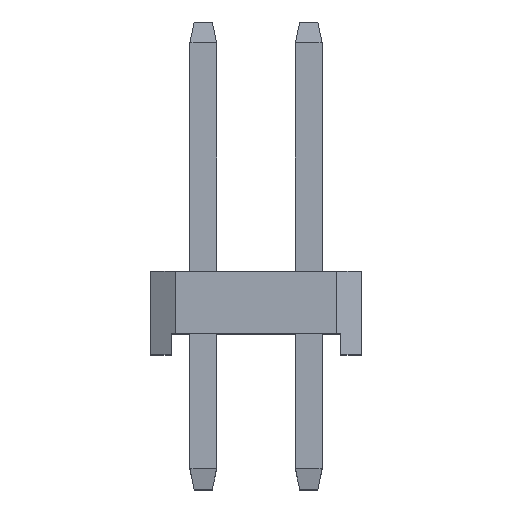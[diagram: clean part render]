
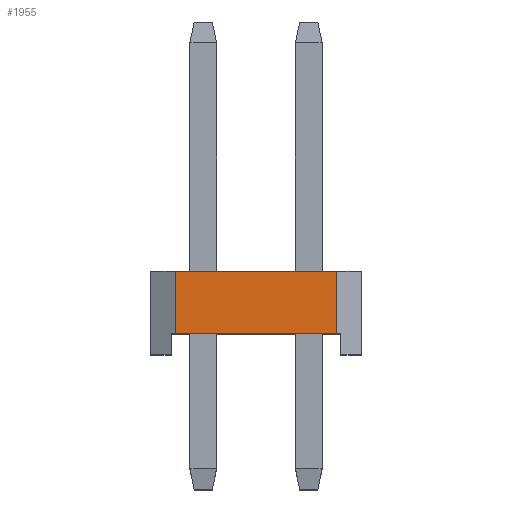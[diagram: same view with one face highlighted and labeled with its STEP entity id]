
A CAD part, top view. The second image highlights one B-rep face of the part: STEP entity #1955.
In plain terms, the highlighted planar face has unit normal (0, 0, 1).
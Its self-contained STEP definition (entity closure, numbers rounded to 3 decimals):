
#574=DIRECTION('',(1.,0.,0.));
#575=VECTOR('',#574,3.88);
#576=CARTESIAN_POINT('',(-1.94,-0.5,5.08));
#577=LINE('',#576,#575);
#578=DIRECTION('',(0.,1.,0.));
#579=VECTOR('',#578,1.5);
#580=CARTESIAN_POINT('',(-1.94,-0.5,5.08));
#581=LINE('',#580,#579);
#582=DIRECTION('',(-1.,0.,0.));
#583=VECTOR('',#582,3.88);
#584=CARTESIAN_POINT('',(1.94,1.,5.08));
#585=LINE('',#584,#583);
#586=DIRECTION('',(0.,1.,0.));
#587=VECTOR('',#586,1.5);
#588=CARTESIAN_POINT('',(1.94,-0.5,5.08));
#589=LINE('',#588,#587);
#1183=CARTESIAN_POINT('',(1.94,-0.5,5.08));
#1185=VERTEX_POINT('',#1183);
#1186=CARTESIAN_POINT('',(-1.94,-0.5,5.08));
#1187=VERTEX_POINT('',#1186);
#1194=CARTESIAN_POINT('',(1.94,1.,5.08));
#1195=VERTEX_POINT('',#1194);
#1196=CARTESIAN_POINT('',(-1.94,1.,5.08));
#1197=VERTEX_POINT('',#1196);
#1943=CARTESIAN_POINT('',(0.,0.,5.08));
#1944=DIRECTION('',(0.,0.,1.));
#1945=DIRECTION('',(1.,0.,0.));
#1946=AXIS2_PLACEMENT_3D('',#1943,#1944,#1945);
#1947=PLANE('',#1946);
#1948=ORIENTED_EDGE('',*,*,#1286,.F.);
#1950=ORIENTED_EDGE('',*,*,#1949,.T.);
#1951=ORIENTED_EDGE('',*,*,#1434,.F.);
#1952=ORIENTED_EDGE('',*,*,#1931,.F.);
#1953=EDGE_LOOP('',(#1948,#1950,#1951,#1952));
#1954=FACE_OUTER_BOUND('',#1953,.F.);
#1286=EDGE_CURVE('',#1187,#1185,#577,.T.);
#1434=EDGE_CURVE('',#1195,#1197,#585,.T.);
#1931=EDGE_CURVE('',#1185,#1195,#589,.T.);
#1949=EDGE_CURVE('',#1187,#1197,#581,.T.);
#1955=ADVANCED_FACE('',(#1954),#1947,.T.);
